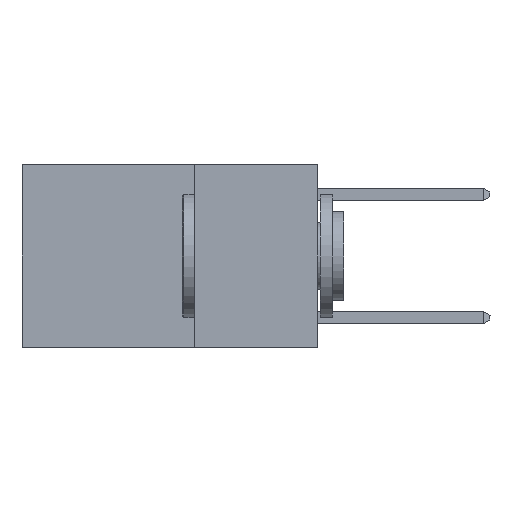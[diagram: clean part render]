
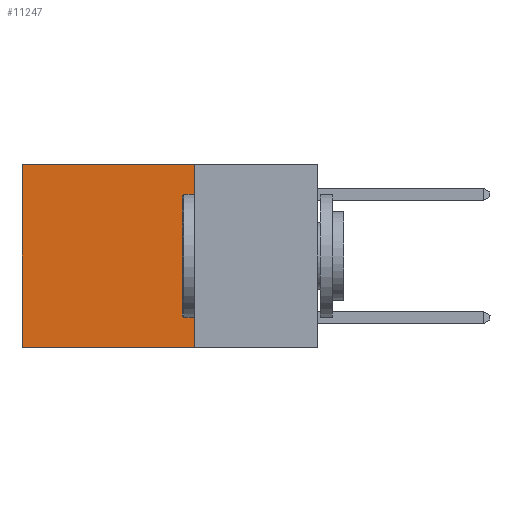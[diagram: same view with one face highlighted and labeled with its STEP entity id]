
A CAD part, left-side view. The second image highlights one B-rep face of the part: STEP entity #11247.
In plain terms, the highlighted planar face has unit normal (-1, 0, 0).
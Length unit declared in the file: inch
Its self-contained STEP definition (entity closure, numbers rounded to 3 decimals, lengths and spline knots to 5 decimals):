
#793 = PLANE ( 'NONE',  #30707 ) ;
#1566 = CARTESIAN_POINT ( 'NONE',  ( 0.2625, 0.25, 0. ) ) ;
#5491 = ORIENTED_EDGE ( 'NONE', *, *, #16027, .F. ) ;
#6434 = VERTEX_POINT ( 'NONE', #30754 ) ;
#10494 = VERTEX_POINT ( 'NONE', #16971 ) ;
#10949 = EDGE_CURVE ( 'NONE', #10494, #6434, #24998, .T. ) ;
#11226 = DIRECTION ( 'NONE',  ( 0., 0., -1. ) ) ;
#11247 = ADVANCED_FACE ( 'NONE', ( #29084 ), #793, .F. ) ;
#12268 = VECTOR ( 'NONE', #22644, 39.37008 ) ;
#12749 = VERTEX_POINT ( 'NONE', #14579 ) ;
#12805 = LINE ( 'NONE', #28354, #14962 ) ;
#14574 = CARTESIAN_POINT ( 'NONE',  ( 0.2625, 0.25, -0.37 ) ) ;
#14579 = CARTESIAN_POINT ( 'NONE',  ( 0.2625, 0.25, 0. ) ) ;
#14962 = VECTOR ( 'NONE', #15446, 39.37008 ) ;
#15446 = DIRECTION ( 'NONE',  ( 0., 1., 0. ) ) ;
#16027 = EDGE_CURVE ( 'NONE', #12749, #10494, #21455, .T. ) ;
#16828 = CARTESIAN_POINT ( 'NONE',  ( 0.2625, 0.6, 0. ) ) ;
#16867 = VERTEX_POINT ( 'NONE', #20555 ) ;
#16971 = CARTESIAN_POINT ( 'NONE',  ( 0.2625, 0.25, -0.37 ) ) ;
#19155 = DIRECTION ( 'NONE',  ( 1., 0., 0. ) ) ;
#20555 = CARTESIAN_POINT ( 'NONE',  ( 0.2625, 0.6, 0. ) ) ;
#21159 = CARTESIAN_POINT ( 'NONE',  ( 0.2625, 0.25, 0. ) ) ;
#21455 = LINE ( 'NONE', #1566, #21758 ) ;
#21758 = VECTOR ( 'NONE', #26409, 39.37008 ) ;
#22151 = LINE ( 'NONE', #16828, #12268 ) ;
#22371 = DIRECTION ( 'NONE',  ( 0., 1., 0. ) ) ;
#22644 = DIRECTION ( 'NONE',  ( 0., 0., -1. ) ) ;
#22778 = VECTOR ( 'NONE', #22371, 39.37008 ) ;
#24998 = LINE ( 'NONE', #14574, #22778 ) ;
#25133 = EDGE_CURVE ( 'NONE', #16867, #6434, #22151, .T. ) ;
#26409 = DIRECTION ( 'NONE',  ( 0., 0., -1. ) ) ;
#26912 = EDGE_LOOP ( 'NONE', ( #32413, #28187, #5491, #30771 ) ) ;
#27081 = EDGE_CURVE ( 'NONE', #12749, #16867, #12805, .T. ) ;
#28187 = ORIENTED_EDGE ( 'NONE', *, *, #10949, .F. ) ;
#28354 = CARTESIAN_POINT ( 'NONE',  ( 0.2625, 0.25, 0. ) ) ;
#29084 = FACE_OUTER_BOUND ( 'NONE', #26912, .T. ) ;
#30707 = AXIS2_PLACEMENT_3D ( 'NONE', #21159, #19155, #11226 ) ;
#30754 = CARTESIAN_POINT ( 'NONE',  ( 0.2625, 0.6, -0.37 ) ) ;
#30771 = ORIENTED_EDGE ( 'NONE', *, *, #27081, .T. ) ;
#32413 = ORIENTED_EDGE ( 'NONE', *, *, #25133, .T. ) ;
